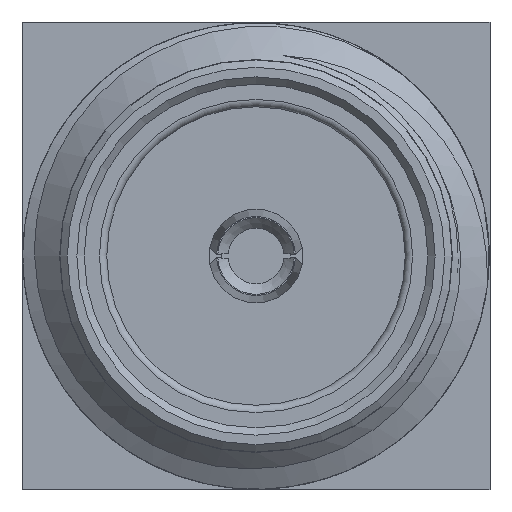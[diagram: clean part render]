
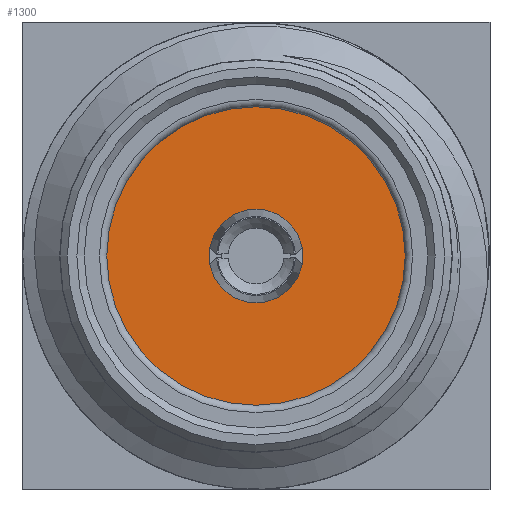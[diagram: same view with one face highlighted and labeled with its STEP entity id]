
A CAD part, front view. The second image highlights one B-rep face of the part: STEP entity #1300.
In plain terms, the highlighted planar face has unit normal (0, -1, 0).
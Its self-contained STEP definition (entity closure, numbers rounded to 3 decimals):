
#172=PLANE('',#1473);
#257=CIRCLE('',#1470,2.025);
#259=CIRCLE('',#1474,0.635);
#482=ORIENTED_EDGE('',*,*,#708,.T.);
#483=ORIENTED_EDGE('',*,*,#706,.F.);
#706=EDGE_CURVE('',#844,#844,#257,.T.);
#708=EDGE_CURVE('',#846,#846,#259,.T.);
#844=VERTEX_POINT('',#2966);
#846=VERTEX_POINT('',#2972);
#1010=EDGE_LOOP('',(#482));
#1011=EDGE_LOOP('',(#483));
#1172=FACE_BOUND('',#1010,.T.);
#1173=FACE_BOUND('',#1011,.T.);
#1300=ADVANCED_FACE('',(#1172,#1173),#172,.F.);
#1470=AXIS2_PLACEMENT_3D('',#2965,#1774,#1775);
#1473=AXIS2_PLACEMENT_3D('',#2970,#1780,#1781);
#1474=AXIS2_PLACEMENT_3D('',#2971,#1782,#1783);
#1774=DIRECTION('',(0.,1.,0.));
#1775=DIRECTION('',(1.,0.,0.));
#1780=DIRECTION('',(0.,1.,0.));
#1781=DIRECTION('',(0.,0.,1.));
#1782=DIRECTION('',(0.,1.,0.));
#1783=DIRECTION('',(1.,0.,0.));
#2965=CARTESIAN_POINT('',(0.,0.,0.));
#2966=CARTESIAN_POINT('',(2.025,0.,0.));
#2970=CARTESIAN_POINT('',(0.,0.,0.));
#2971=CARTESIAN_POINT('',(0.,0.,0.));
#2972=CARTESIAN_POINT('',(0.635,0.,0.));
